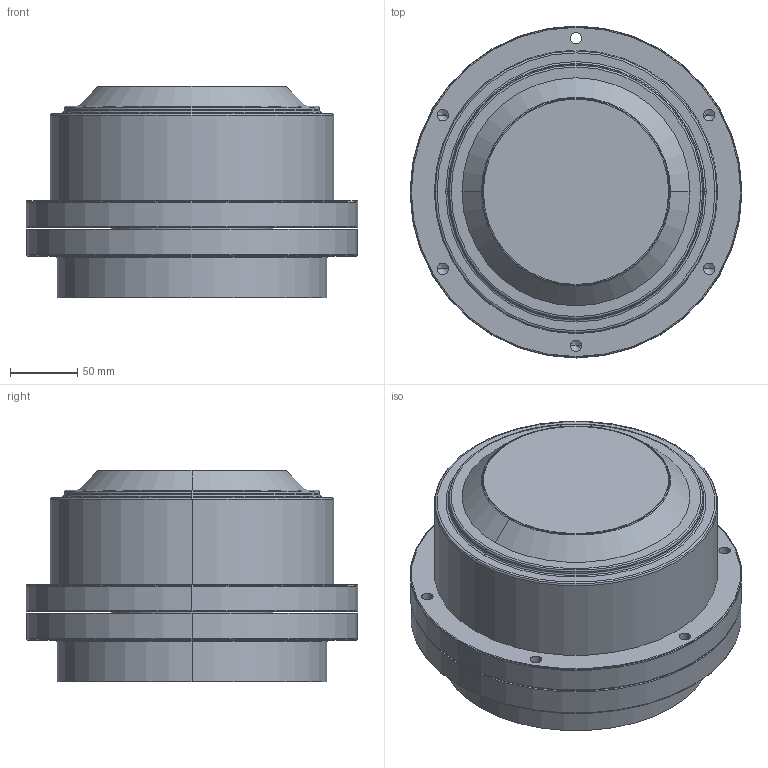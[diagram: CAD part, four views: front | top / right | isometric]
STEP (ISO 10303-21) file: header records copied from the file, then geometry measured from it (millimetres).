
FILE_DESCRIPTION((''),'2;1');
FILE_NAME('VRG210-L1','2022-06-10T14:07:42',('Administrator'),(''),'CREO PARAMETRIC BY PTC INC, 2019010','CREO PARAMETRIC BY PTC INC, 2019010','');
FILE_SCHEMA(('CONFIG_CONTROL_DESIGN'));
Length unit declared in the file: millimetre
Products named in the file (1): VRG210-L1
Bounding box: 246 x 246 x 157 mm (x, y, z)
Volume: 5104866.1 mm3; surface area: 292922.1 mm2
Topology: 1 solids, 1 shells, 121 faces, 276 edges, 157 vertices
Faces by surface type: cylinder 49, torus 36, cone 22, plane 14
Entity records: 3376 total; most frequent: DIRECTION 678, CARTESIAN_POINT 536, ORIENTED_EDGE 516, AXIS2_PLACEMENT_3D 299, EDGE_CURVE 258, CIRCLE 178, VERTEX_POINT 157, EDGE_LOOP 153
